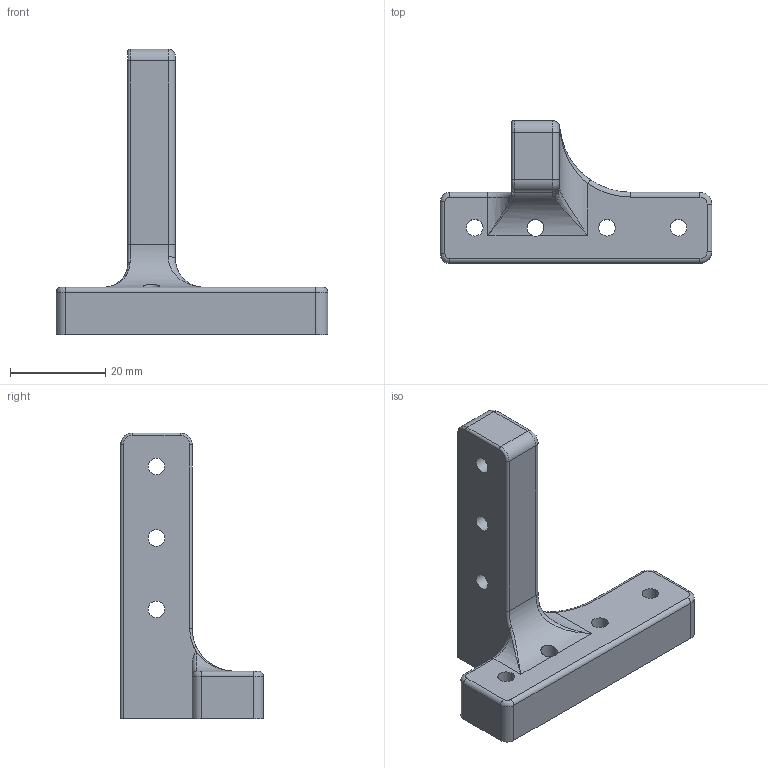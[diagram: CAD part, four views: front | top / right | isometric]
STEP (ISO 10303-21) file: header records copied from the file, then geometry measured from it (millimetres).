
FILE_DESCRIPTION(/* description */ (''),/* implementation_level */ '2;1');
FILE_NAME(/* name */ 'Z_Bracket_Bottom v1.step',/* time_stamp */ '2020-09-05T23:31:11+01:00',/* author */ (''),/* organization */ (''),/* preprocessor_version */ 'ST-DEVELOPER v18.1',/* originating_system */ 'Autodesk Translation Framework v9.3.0.1241',/* authorisation */ '');
FILE_SCHEMA (('AUTOMOTIVE_DESIGN { 1 0 10303 214 3 1 1 }'));
Length unit declared in the file: millimetre
Products named in the file (1): Z_Bracket_Bottom
Bounding box: 56.99 x 29.95 x 60 mm (x, y, z)
Volume: 17475 mm3; surface area: 6644.6 mm2
Topology: 1 solids, 1 shells, 59 faces, 149 edges, 88 vertices
Faces by surface type: cylinder 29, plane 12, bspline 9, torus 9
Full cylindrical faces by diameter (mm): 3.5 x7
Entity records: 2075 total; most frequent: CARTESIAN_POINT 613, DIRECTION 306, ORIENTED_EDGE 292, EDGE_CURVE 146, AXIS2_PLACEMENT_3D 124, VERTEX_POINT 88, CIRCLE 73, EDGE_LOOP 72
